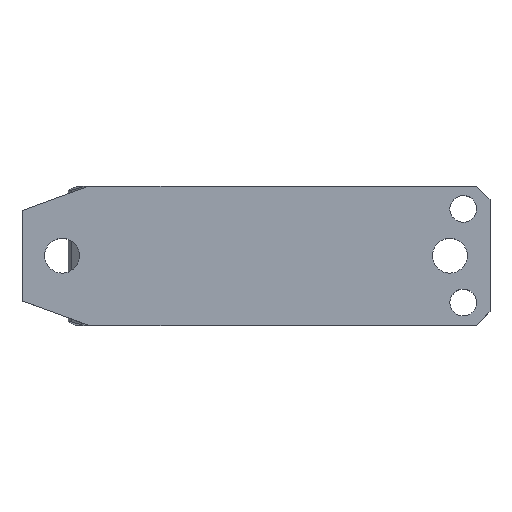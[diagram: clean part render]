
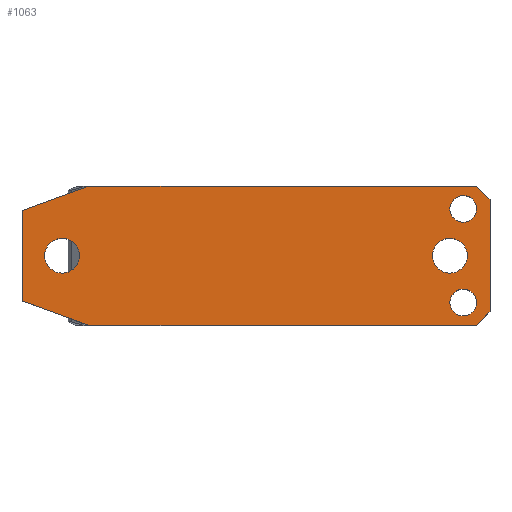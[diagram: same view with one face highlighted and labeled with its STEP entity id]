
A CAD part, top view. The second image highlights one B-rep face of the part: STEP entity #1063.
In plain terms, the highlighted planar face has unit normal (0, 0, 1).
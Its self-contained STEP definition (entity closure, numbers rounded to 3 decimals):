
#113=CARTESIAN_POINT('Vertex',(-128.55,-26.,47.83)) ;
#116=CARTESIAN_POINT('Line Origine',(-141.05,-21.45,47.83)) ;
#120=CARTESIAN_POINT('Vertex',(-153.55,-16.901,47.83)) ;
#246=CARTESIAN_POINT('Vertex',(16.45,-26.,47.83)) ;
#249=CARTESIAN_POINT('Line Origine',(-56.05,-26.,47.83)) ;
#875=CARTESIAN_POINT('Vertex',(6.45,-17.5,47.83)) ;
#882=CARTESIAN_POINT('Vertex',(16.45,-17.5,47.83)) ;
#885=CARTESIAN_POINT('Axis2P3D Location',(11.45,-17.5,47.83)) ;
#902=CARTESIAN_POINT('Axis2P3D Location',(11.45,-17.5,47.83)) ;
#914=CARTESIAN_POINT('Axis2P3D Location',(-153.55,26.,47.83)) ;
#919=CARTESIAN_POINT('Line Origine',(21.45,0.,47.83)) ;
#923=CARTESIAN_POINT('Vertex',(21.45,21.,47.83)) ;
#925=CARTESIAN_POINT('Vertex',(21.45,-21.,47.83)) ;
#928=CARTESIAN_POINT('Line Origine',(18.95,23.5,47.83)) ;
#932=CARTESIAN_POINT('Vertex',(16.45,26.,47.83)) ;
#935=CARTESIAN_POINT('Line Origine',(-56.05,26.,47.83)) ;
#939=CARTESIAN_POINT('Vertex',(-128.55,26.,47.83)) ;
#942=CARTESIAN_POINT('Line Origine',(-141.05,21.45,47.83)) ;
#946=CARTESIAN_POINT('Vertex',(-153.55,16.901,47.83)) ;
#949=CARTESIAN_POINT('Line Origine',(-153.55,0.,47.83)) ;
#954=CARTESIAN_POINT('Line Origine',(18.95,-23.5,47.83)) ;
#969=CARTESIAN_POINT('Axis2P3D Location',(-138.55,0.,47.83)) ;
#973=CARTESIAN_POINT('Vertex',(-132.05,0.,47.83)) ;
#975=CARTESIAN_POINT('Vertex',(-145.05,0.,47.83)) ;
#978=CARTESIAN_POINT('Axis2P3D Location',(-138.55,0.,47.83)) ;
#992=CARTESIAN_POINT('Control Point',(16.45,17.5,47.83)) ;
#993=CARTESIAN_POINT('Control Point',(16.45,18.048,47.83)) ;
#994=CARTESIAN_POINT('Control Point',(16.375,18.595,47.83)) ;
#995=CARTESIAN_POINT('Control Point',(16.225,19.129,47.83)) ;
#996=CARTESIAN_POINT('Control Point',(15.783,20.143,47.83)) ;
#997=CARTESIAN_POINT('Control Point',(15.084,21.,47.83)) ;
#998=CARTESIAN_POINT('Control Point',(14.678,21.378,47.83)) ;
#999=CARTESIAN_POINT('Control Point',(13.773,22.012,47.83)) ;
#1000=CARTESIAN_POINT('Control Point',(12.73,22.38,47.83)) ;
#1001=CARTESIAN_POINT('Control Point',(12.186,22.491,47.83)) ;
#1002=CARTESIAN_POINT('Control Point',(11.083,22.562,47.83)) ;
#1003=CARTESIAN_POINT('Control Point',(10.001,22.333,47.83)) ;
#1004=CARTESIAN_POINT('Control Point',(9.48,22.145,47.83)) ;
#1005=CARTESIAN_POINT('Control Point',(8.501,21.63,47.83)) ;
#1006=CARTESIAN_POINT('Control Point',(7.697,20.872,47.83)) ;
#1007=CARTESIAN_POINT('Control Point',(7.349,20.439,47.83)) ;
#1008=CARTESIAN_POINT('Control Point',(6.857,19.616,47.83)) ;
#1009=CARTESIAN_POINT('Control Point',(6.572,18.703,47.83)) ;
#1010=CARTESIAN_POINT('Control Point',(6.491,18.306,47.83)) ;
#1011=CARTESIAN_POINT('Control Point',(6.45,17.903,47.83)) ;
#1012=CARTESIAN_POINT('Control Point',(6.45,17.5,47.83)) ;
#1013=CARTESIAN_POINT('Vertex',(16.45,17.5,47.83)) ;
#1015=CARTESIAN_POINT('Vertex',(6.45,17.5,47.83)) ;
#1019=CARTESIAN_POINT('Control Point',(6.45,17.5,47.83)) ;
#1020=CARTESIAN_POINT('Control Point',(6.45,16.952,47.83)) ;
#1021=CARTESIAN_POINT('Control Point',(6.525,16.405,47.83)) ;
#1022=CARTESIAN_POINT('Control Point',(6.675,15.871,47.83)) ;
#1023=CARTESIAN_POINT('Control Point',(7.117,14.857,47.83)) ;
#1024=CARTESIAN_POINT('Control Point',(7.816,14.,47.83)) ;
#1025=CARTESIAN_POINT('Control Point',(8.222,13.622,47.83)) ;
#1026=CARTESIAN_POINT('Control Point',(9.127,12.988,47.83)) ;
#1027=CARTESIAN_POINT('Control Point',(10.17,12.62,47.83)) ;
#1028=CARTESIAN_POINT('Control Point',(10.714,12.509,47.83)) ;
#1029=CARTESIAN_POINT('Control Point',(11.817,12.438,47.83)) ;
#1030=CARTESIAN_POINT('Control Point',(12.899,12.667,47.83)) ;
#1031=CARTESIAN_POINT('Control Point',(13.42,12.855,47.83)) ;
#1032=CARTESIAN_POINT('Control Point',(14.399,13.37,47.83)) ;
#1033=CARTESIAN_POINT('Control Point',(15.203,14.128,47.83)) ;
#1034=CARTESIAN_POINT('Control Point',(15.551,14.561,47.83)) ;
#1035=CARTESIAN_POINT('Control Point',(16.043,15.384,47.83)) ;
#1036=CARTESIAN_POINT('Control Point',(16.328,16.297,47.83)) ;
#1037=CARTESIAN_POINT('Control Point',(16.409,16.694,47.83)) ;
#1038=CARTESIAN_POINT('Control Point',(16.45,17.097,47.83)) ;
#1039=CARTESIAN_POINT('Control Point',(16.45,17.5,47.83)) ;
#1045=CARTESIAN_POINT('Axis2P3D Location',(6.45,0.,47.83)) ;
#1049=CARTESIAN_POINT('Vertex',(-0.05,0.,47.83)) ;
#1051=CARTESIAN_POINT('Vertex',(12.95,0.,47.83)) ;
#1054=CARTESIAN_POINT('Axis2P3D Location',(6.45,0.,47.83)) ;
#117=DIRECTION('Vector Direction',(0.94,-0.342,0.)) ;
#250=DIRECTION('Vector Direction',(1.,0.,0.)) ;
#886=DIRECTION('Axis2P3D Direction',(-0.,0.,1.)) ;
#903=DIRECTION('Axis2P3D Direction',(-0.,0.,1.)) ;
#915=DIRECTION('Axis2P3D Direction',(0.,0.,-1.)) ;
#916=DIRECTION('Axis2P3D XDirection',(-1.,0.,0.)) ;
#920=DIRECTION('Vector Direction',(0.,-1.,0.)) ;
#929=DIRECTION('Vector Direction',(-0.707,0.707,0.)) ;
#936=DIRECTION('Vector Direction',(1.,0.,0.)) ;
#943=DIRECTION('Vector Direction',(0.94,0.342,0.)) ;
#950=DIRECTION('Vector Direction',(0.,-1.,0.)) ;
#955=DIRECTION('Vector Direction',(0.707,0.707,0.)) ;
#970=DIRECTION('Axis2P3D Direction',(0.,0.,-1.)) ;
#979=DIRECTION('Axis2P3D Direction',(0.,0.,-1.)) ;
#1046=DIRECTION('Axis2P3D Direction',(0.,0.,-1.)) ;
#1055=DIRECTION('Axis2P3D Direction',(0.,0.,-1.)) ;
#887=AXIS2_PLACEMENT_3D('Circle Axis2P3D',#885,#886,$) ;
#904=AXIS2_PLACEMENT_3D('Circle Axis2P3D',#902,#903,$) ;
#917=AXIS2_PLACEMENT_3D('Plane Axis2P3D',#914,#915,#916) ;
#971=AXIS2_PLACEMENT_3D('Circle Axis2P3D',#969,#970,$) ;
#980=AXIS2_PLACEMENT_3D('Circle Axis2P3D',#978,#979,$) ;
#1047=AXIS2_PLACEMENT_3D('Circle Axis2P3D',#1045,#1046,$) ;
#1056=AXIS2_PLACEMENT_3D('Circle Axis2P3D',#1054,#1055,$) ;
#960=ORIENTED_EDGE('',*,*,#927,.F.) ;
#961=ORIENTED_EDGE('',*,*,#934,.T.) ;
#962=ORIENTED_EDGE('',*,*,#941,.F.) ;
#963=ORIENTED_EDGE('',*,*,#948,.F.) ;
#964=ORIENTED_EDGE('',*,*,#953,.T.) ;
#965=ORIENTED_EDGE('',*,*,#122,.T.) ;
#966=ORIENTED_EDGE('',*,*,#253,.T.) ;
#967=ORIENTED_EDGE('',*,*,#958,.T.) ;
#984=ORIENTED_EDGE('',*,*,#977,.F.) ;
#985=ORIENTED_EDGE('',*,*,#982,.F.) ;
#988=ORIENTED_EDGE('',*,*,#889,.F.) ;
#989=ORIENTED_EDGE('',*,*,#906,.F.) ;
#1042=ORIENTED_EDGE('',*,*,#1017,.F.) ;
#1043=ORIENTED_EDGE('',*,*,#1040,.F.) ;
#1060=ORIENTED_EDGE('',*,*,#1053,.F.) ;
#1061=ORIENTED_EDGE('',*,*,#1058,.F.) ;
#986=FACE_BOUND('',#983,.T.) ;
#990=FACE_BOUND('',#987,.T.) ;
#1044=FACE_BOUND('',#1041,.T.) ;
#1062=FACE_BOUND('',#1059,.T.) ;
#118=VECTOR('Line Direction',#117,1.) ;
#251=VECTOR('Line Direction',#250,1.) ;
#921=VECTOR('Line Direction',#920,1.) ;
#930=VECTOR('Line Direction',#929,1.) ;
#937=VECTOR('Line Direction',#936,1.) ;
#944=VECTOR('Line Direction',#943,1.) ;
#951=VECTOR('Line Direction',#950,1.) ;
#956=VECTOR('Line Direction',#955,1.) ;
#1063=ADVANCED_FACE('CAM HOLDER',(#968,#986,#990,#1044,#1062),#918,.F.) ;
#991=B_SPLINE_CURVE_WITH_KNOTS('',5,(#992,#993,#994,#995,#996,#997,#998,#999,#1000,#1001,#1002,#1003,#1004,#1005,#1006,#1007,#1008,#1009,#1010,#1011,#1012),.UNSPECIFIED.,.F.,.U.,(6,3,3,3,3,3,6),(0.,3.873,7.746,11.619,15.492,19.365,22.214),.UNSPECIFIED.) ;
#1018=B_SPLINE_CURVE_WITH_KNOTS('',5,(#1019,#1020,#1021,#1022,#1023,#1024,#1025,#1026,#1027,#1028,#1029,#1030,#1031,#1032,#1033,#1034,#1035,#1036,#1037,#1038,#1039),.UNSPECIFIED.,.F.,.U.,(6,3,3,3,3,3,6),(0.,3.873,7.746,11.619,15.492,19.365,22.214),.UNSPECIFIED.) ;
#888=CIRCLE('generated circle',#887,5.) ;
#905=CIRCLE('generated circle',#904,5.) ;
#972=CIRCLE('generated circle',#971,6.5) ;
#981=CIRCLE('generated circle',#980,6.5) ;
#1048=CIRCLE('generated circle',#1047,6.5) ;
#1057=CIRCLE('generated circle',#1056,6.5) ;
#122=EDGE_CURVE('',#121,#114,#119,.T.) ;
#253=EDGE_CURVE('',#114,#247,#252,.T.) ;
#889=EDGE_CURVE('',#883,#876,#888,.T.) ;
#906=EDGE_CURVE('',#876,#883,#905,.T.) ;
#927=EDGE_CURVE('',#924,#926,#922,.T.) ;
#934=EDGE_CURVE('',#924,#933,#931,.T.) ;
#941=EDGE_CURVE('',#940,#933,#938,.T.) ;
#948=EDGE_CURVE('',#947,#940,#945,.T.) ;
#953=EDGE_CURVE('',#947,#121,#952,.T.) ;
#958=EDGE_CURVE('',#247,#926,#957,.T.) ;
#977=EDGE_CURVE('',#974,#976,#972,.F.) ;
#982=EDGE_CURVE('',#976,#974,#981,.F.) ;
#1017=EDGE_CURVE('',#1014,#1016,#991,.T.) ;
#1040=EDGE_CURVE('',#1016,#1014,#1018,.T.) ;
#1053=EDGE_CURVE('',#1050,#1052,#1048,.F.) ;
#1058=EDGE_CURVE('',#1052,#1050,#1057,.F.) ;
#959=EDGE_LOOP('',(#960,#961,#962,#963,#964,#965,#966,#967)) ;
#983=EDGE_LOOP('',(#984,#985)) ;
#987=EDGE_LOOP('',(#988,#989)) ;
#1041=EDGE_LOOP('',(#1042,#1043)) ;
#1059=EDGE_LOOP('',(#1060,#1061)) ;
#968=FACE_OUTER_BOUND('',#959,.T.) ;
#119=LINE('Line',#116,#118) ;
#252=LINE('Line',#249,#251) ;
#922=LINE('Line',#919,#921) ;
#931=LINE('Line',#928,#930) ;
#938=LINE('Line',#935,#937) ;
#945=LINE('Line',#942,#944) ;
#952=LINE('Line',#949,#951) ;
#957=LINE('Line',#954,#956) ;
#918=PLANE('Plane',#917) ;
#114=VERTEX_POINT('',#113) ;
#121=VERTEX_POINT('',#120) ;
#247=VERTEX_POINT('',#246) ;
#876=VERTEX_POINT('',#875) ;
#883=VERTEX_POINT('',#882) ;
#924=VERTEX_POINT('',#923) ;
#926=VERTEX_POINT('',#925) ;
#933=VERTEX_POINT('',#932) ;
#940=VERTEX_POINT('',#939) ;
#947=VERTEX_POINT('',#946) ;
#974=VERTEX_POINT('',#973) ;
#976=VERTEX_POINT('',#975) ;
#1014=VERTEX_POINT('',#1013) ;
#1016=VERTEX_POINT('',#1015) ;
#1050=VERTEX_POINT('',#1049) ;
#1052=VERTEX_POINT('',#1051) ;
